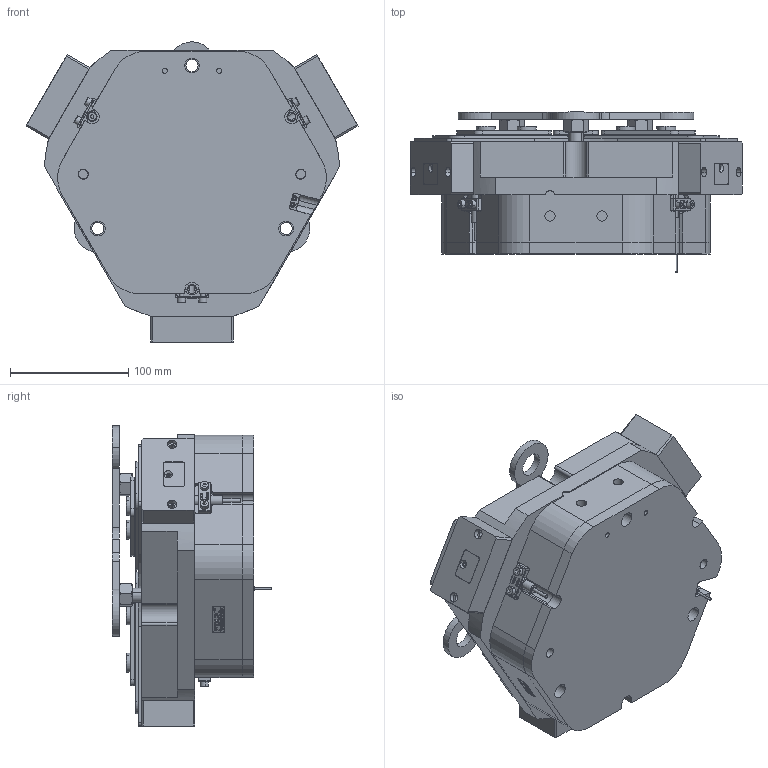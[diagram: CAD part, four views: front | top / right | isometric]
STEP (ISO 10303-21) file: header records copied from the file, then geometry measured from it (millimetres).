
FILE_DESCRIPTION (( 'STEP AP203' ), '1' );
FILE_NAME ('FZ160-250-S-C30-P.STEP', '2025-04-02T05:04:12', ( 'USER-' ), ( 'Microsoft' ), 'SwSTEP 2.0', 'SolidWorks 2018', '' );
FILE_SCHEMA (( 'CONFIG_CONTROL_DESIGN' ));
Length unit declared in the file: millimetre
Products named in the file (24): FZ160-250-M-10 忒硌薊啣-1; FZ160-250-M-09 痄雄結啣-1; -C30; 湮覜聆假蚾璃; FZ160-250-M-11 芢裝; 电容传感器8x30接近开关; 耜猾裔啣-2; 棠羲換覜ん; FZ160-250-S-C30-P; FZ160-250-M-13 耜猾极-1; FZ160-250-M-08 滅鳥裔啣-1; FZ160-250-M-07 奻猾裔; 内六角圆柱头螺钉[GBT70_1-2008][M4×16]; FZ160-250-M-05 菁裔啣; 25x10-R1.5; 20241226-M4 M4換覜ん揤輸.step; 内六角圆柱头螺钉[GBT70_1-2008][M3×12]; 芢蹋啣; 0-FZ160-250 - S-滅鳥; FZ160-250-M-01 褲极; GBT 6170M12.stp; FZ160-250-M-06 芢啣裔; FZ160-250-S-02 賑輸; ﾏ擎ﾗ16｡ﾁ12｡ﾁ8
Assembly tree (65 placements, depth 3):
  FZ160-250-S-C30-P
    FZ160-250-M-01 褲极
    FZ160-250-S-02 賑輸  x3
    FZ160-250-M-05 菁裔啣
    FZ160-250-M-07 奻猾裔
    FZ160-250-M-06 芢啣裔  x3
    20241226-M4 M4換覜ん揤輸.step  x3
    内六角圆柱头螺钉[GBT70_1-2008][M3×12]  x6
    内六角圆柱头螺钉[GBT70_1-2008][M4×16]  x6
    电容传感器8x30接近开关
    25x10-R1.5
    棠羲換覜ん  x2
    湮覜聆假蚾璃  x3
    ﾏ擎ﾗ16｡ﾁ12｡ﾁ8  x12
    0-FZ160-250 - S-滅鳥
      FZ160-250-M-08 滅鳥裔啣-1
      FZ160-250-M-13 耜猾极-1  x3
      耜猾裔啣-2  x3
      FZ160-250-M-10 忒硌薊啣-1  x3
      FZ160-250-M-09 痄雄結啣-1  x3
    -C30
      FZ160-250-M-11 芢裝  x3
      GBT 6170M12.stp  x3
      芢蹋啣
Bounding box: 280.94 x 135.16 x 253.94 mm (x, y, z)
Volume: 3771115.3 mm3; surface area: 555958.6 mm2
Topology: 63 solids, 71 shells, 3281 faces, 8530 edges, 5472 vertices
Faces by surface type: plane 1511, cylinder 830, bspline 490, cone 402, torus 48
Entity records: 69834 total; most frequent: CARTESIAN_POINT 21450, ORIENTED_EDGE 9638, DIRECTION 8624, EDGE_CURVE 4819, VERTEX_POINT 3140, LINE 3084, VECTOR 3084, AXIS2_PLACEMENT_3D 2770
